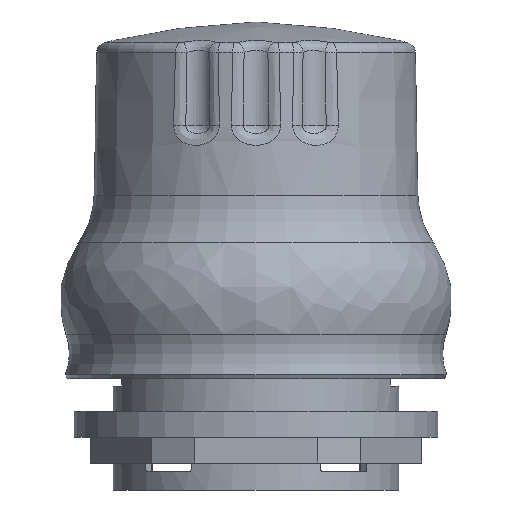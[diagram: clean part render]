
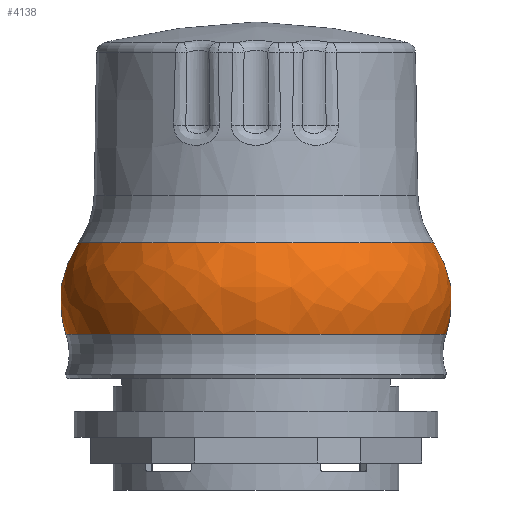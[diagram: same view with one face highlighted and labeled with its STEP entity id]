
A CAD part, left-side view. The second image highlights one B-rep face of the part: STEP entity #4138.
In plain terms, the highlighted free-form (B-spline) face has degree [2, 2] with [3, 9] control points.
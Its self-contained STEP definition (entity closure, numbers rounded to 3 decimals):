
#35=(
BOUNDED_SURFACE()
B_SPLINE_SURFACE(2,2,((#9572,#9573,#9574,#9575,#9576,#9577,#9578,#9579,
#9580),(#9581,#9582,#9583,#9584,#9585,#9586,#9587,#9588,#9589),(#9590,#9591,
#9592,#9593,#9594,#9595,#9596,#9597,#9598)),.UNSPECIFIED.,.F.,.T.,.F.)
B_SPLINE_SURFACE_WITH_KNOTS((3,3),(3,2,2,2,3),(-0.342,0.614),
(-3.142,-1.571,0.,1.571,3.142),
 .UNSPECIFIED.)
GEOMETRIC_REPRESENTATION_ITEM()
RATIONAL_B_SPLINE_SURFACE(((1.,0.707,1.,0.707,1.,
0.707,1.,0.707,1.),(0.888,0.628,
0.888,0.628,0.888,0.628,
0.888,0.628,0.888),(1.,0.707,
1.,0.707,1.,0.707,1.,0.707,1.)))
REPRESENTATION_ITEM($)
SURFACE()
);
#724=(
BOUNDED_CURVE()
B_SPLINE_CURVE(2,(#9599,#9600,#9601),.UNSPECIFIED.,.F.,.F.)
B_SPLINE_CURVE_WITH_KNOTS((3,3),(-0.342,0.614),
 .UNSPECIFIED.)
CURVE()
GEOMETRIC_REPRESENTATION_ITEM()
RATIONAL_B_SPLINE_CURVE((1.,0.888,1.))
REPRESENTATION_ITEM($)
);
#1005=FACE_OUTER_BOUND($,#1272,.T.);
#1272=EDGE_LOOP($,(#3496,#3497,#3498,#3499));
#1541=CIRCLE($,#4511,14.629);
#1547=CIRCLE($,#4522,13.669);
#1889=VERTEX_POINT($,#9553);
#1895=VERTEX_POINT($,#9570);
#2458=EDGE_CURVE($,#1889,#1889,#1541,.T.);
#2464=EDGE_CURVE($,#1895,#1895,#1547,.T.);
#2465=EDGE_CURVE($,#1889,#1895,#724,.T.);
#3496=ORIENTED_EDGE($,*,*,#2458,.T.);
#3497=ORIENTED_EDGE($,*,*,#2465,.T.);
#3498=ORIENTED_EDGE($,*,*,#2464,.F.);
#3499=ORIENTED_EDGE($,*,*,#2465,.F.);
#4138=ADVANCED_FACE($,(#1005),#35,.F.);
#4511=AXIS2_PLACEMENT_3D($,#9554,#5322,#5323);
#4522=AXIS2_PLACEMENT_3D($,#9571,#5344,#5345);
#5322=DIRECTION('center_axis',(0.,0.,
1.));
#5323=DIRECTION('ref_axis',(0.,1.,0.));
#5344=DIRECTION('center_axis',(0.,0.,
1.));
#5345=DIRECTION('ref_axis',(0.,1.,0.));
#9553=CARTESIAN_POINT('',(-20.165,21.053,-0.157));
#9554=CARTESIAN_POINT('Origin',(-5.536,21.053,-0.157));
#9570=CARTESIAN_POINT('',(-19.205,21.053,6.86));
#9571=CARTESIAN_POINT('Origin',(-5.536,21.053,6.86));
#9572=CARTESIAN_POINT('Ctrl Pts',(-20.165,21.053,-0.157));
#9573=CARTESIAN_POINT('Ctrl Pts',(-20.165,6.423,-0.157));
#9574=CARTESIAN_POINT('Ctrl Pts',(-5.536,6.423,-0.157));
#9575=CARTESIAN_POINT('Ctrl Pts',(9.093,6.423,-0.157));
#9576=CARTESIAN_POINT('Ctrl Pts',(9.093,21.053,-0.157));
#9577=CARTESIAN_POINT('Ctrl Pts',(9.093,35.682,-0.157));
#9578=CARTESIAN_POINT('Ctrl Pts',(-5.536,35.682,-0.157));
#9579=CARTESIAN_POINT('Ctrl Pts',(-20.165,35.682,-0.157));
#9580=CARTESIAN_POINT('Ctrl Pts',(-20.165,21.053,-0.157));
#9581=CARTESIAN_POINT('Ctrl Pts',(-21.502,21.053,3.6));
#9582=CARTESIAN_POINT('Ctrl Pts',(-21.502,5.087,3.6));
#9583=CARTESIAN_POINT('Ctrl Pts',(-5.536,5.087,3.6));
#9584=CARTESIAN_POINT('Ctrl Pts',(10.43,5.087,3.6));
#9585=CARTESIAN_POINT('Ctrl Pts',(10.43,21.053,3.6));
#9586=CARTESIAN_POINT('Ctrl Pts',(10.43,37.019,3.6));
#9587=CARTESIAN_POINT('Ctrl Pts',(-5.536,37.019,3.6));
#9588=CARTESIAN_POINT('Ctrl Pts',(-21.502,37.019,3.6));
#9589=CARTESIAN_POINT('Ctrl Pts',(-21.502,21.053,3.6));
#9590=CARTESIAN_POINT('Ctrl Pts',(-19.205,21.053,6.86));
#9591=CARTESIAN_POINT('Ctrl Pts',(-19.205,7.384,6.86));
#9592=CARTESIAN_POINT('Ctrl Pts',(-5.536,7.384,6.86));
#9593=CARTESIAN_POINT('Ctrl Pts',(8.133,7.384,6.86));
#9594=CARTESIAN_POINT('Ctrl Pts',(8.133,21.053,6.86));
#9595=CARTESIAN_POINT('Ctrl Pts',(8.133,34.722,6.86));
#9596=CARTESIAN_POINT('Ctrl Pts',(-5.536,34.722,6.86));
#9597=CARTESIAN_POINT('Ctrl Pts',(-19.205,34.722,6.86));
#9598=CARTESIAN_POINT('Ctrl Pts',(-19.205,21.053,6.86));
#9599=CARTESIAN_POINT('Ctrl Pts',(-20.165,21.053,-0.157));
#9600=CARTESIAN_POINT('Ctrl Pts',(-21.502,21.053,3.6));
#9601=CARTESIAN_POINT('Ctrl Pts',(-19.205,21.053,6.86));
